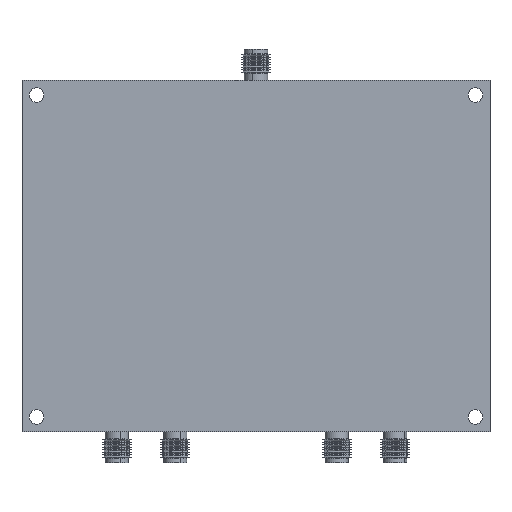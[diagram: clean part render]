
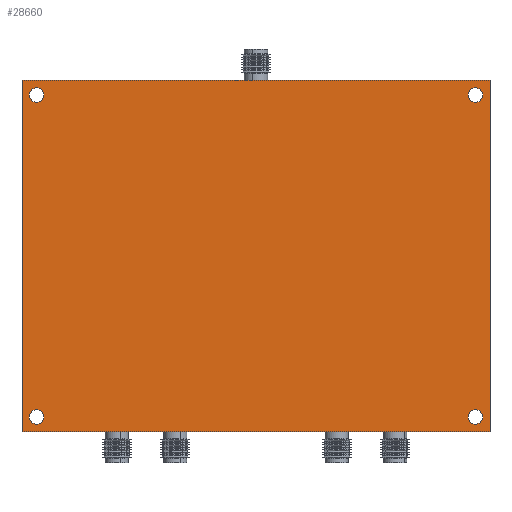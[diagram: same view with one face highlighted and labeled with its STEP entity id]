
A CAD part, front view. The second image highlights one B-rep face of the part: STEP entity #28660.
In plain terms, the highlighted planar face has unit normal (0, -1, 0).
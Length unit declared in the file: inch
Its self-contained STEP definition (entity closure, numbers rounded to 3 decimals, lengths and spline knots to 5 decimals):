
#357 = EDGE_CURVE ( 'NONE', #9902, #8018, #29447, .T. ) ;
#741 = ORIENTED_EDGE ( 'NONE', *, *, #3614, .T. ) ;
#833 = DIRECTION ( 'NONE',  ( 0., 0., 1. ) ) ;
#1457 = DIRECTION ( 'NONE',  ( 0., 1., 0. ) ) ;
#1808 = ORIENTED_EDGE ( 'NONE', *, *, #3759, .T. ) ;
#2017 = CARTESIAN_POINT ( 'NONE',  ( 1.875, 0., -1.3125 ) ) ;
#2242 = CARTESIAN_POINT ( 'NONE',  ( 2., 0., 1.5 ) ) ;
#2319 = FACE_BOUND ( 'NONE', #30500, .T. ) ;
#2330 = EDGE_CURVE ( 'NONE', #32046, #15067, #30847, .T. ) ;
#3331 = AXIS2_PLACEMENT_3D ( 'NONE', #27359, #1457, #39713 ) ;
#3410 = EDGE_LOOP ( 'NONE', ( #38170, #34847 ) ) ;
#3504 = VECTOR ( 'NONE', #33175, 39.37008 ) ;
#3614 = EDGE_CURVE ( 'NONE', #8018, #9902, #19896, .T. ) ;
#3667 = CARTESIAN_POINT ( 'NONE',  ( -2., 0., -1.5 ) ) ;
#3759 = EDGE_CURVE ( 'NONE', #16066, #14192, #16576, .T. ) ;
#3918 = AXIS2_PLACEMENT_3D ( 'NONE', #31651, #12003, #25156 ) ;
#4018 = DIRECTION ( 'NONE',  ( 0., 0., 1. ) ) ;
#4423 = ORIENTED_EDGE ( 'NONE', *, *, #4548, .T. ) ;
#4548 = EDGE_CURVE ( 'NONE', #14192, #16066, #34141, .T. ) ;
#4594 = DIRECTION ( 'NONE',  ( 0., 1., 0. ) ) ;
#4651 = CIRCLE ( 'NONE', #14635, 0.0625 ) ;
#4950 = CIRCLE ( 'NONE', #34960, 0.0625 ) ;
#5796 = DIRECTION ( 'NONE',  ( 0., 0., -1. ) ) ;
#5954 = VERTEX_POINT ( 'NONE', #24864 ) ;
#6671 = VERTEX_POINT ( 'NONE', #3667 ) ;
#7143 = LINE ( 'NONE', #12942, #15236 ) ;
#7856 = VECTOR ( 'NONE', #12562, 39.37008 ) ;
#8018 = VERTEX_POINT ( 'NONE', #22612 ) ;
#9227 = ORIENTED_EDGE ( 'NONE', *, *, #23083, .F. ) ;
#9902 = VERTEX_POINT ( 'NONE', #17850 ) ;
#11022 = CARTESIAN_POINT ( 'NONE',  ( 1.875, 0., 1.375 ) ) ;
#11472 = ORIENTED_EDGE ( 'NONE', *, *, #357, .T. ) ;
#11481 = DIRECTION ( 'NONE',  ( 0., -1., 0. ) ) ;
#11547 = DIRECTION ( 'NONE',  ( 0., 0., -1. ) ) ;
#12003 = DIRECTION ( 'NONE',  ( 0., 1., 0. ) ) ;
#12562 = DIRECTION ( 'NONE',  ( 1., 0., 0. ) ) ;
#12675 = CARTESIAN_POINT ( 'NONE',  ( 2., 0., 1.5 ) ) ;
#12684 = EDGE_CURVE ( 'NONE', #6671, #25074, #20614, .T. ) ;
#12942 = CARTESIAN_POINT ( 'NONE',  ( -2., 0., -1.5 ) ) ;
#13258 = ORIENTED_EDGE ( 'NONE', *, *, #12684, .F. ) ;
#14192 = VERTEX_POINT ( 'NONE', #16991 ) ;
#14456 = CARTESIAN_POINT ( 'NONE',  ( 2., 0., -1.5 ) ) ;
#14629 = FACE_OUTER_BOUND ( 'NONE', #37660, .T. ) ;
#14635 = AXIS2_PLACEMENT_3D ( 'NONE', #21168, #40439, #11547 ) ;
#15067 = VERTEX_POINT ( 'NONE', #14456 ) ;
#15236 = VECTOR ( 'NONE', #16087, 39.37008 ) ;
#15656 = DIRECTION ( 'NONE',  ( 0., 0., -1. ) ) ;
#15662 = AXIS2_PLACEMENT_3D ( 'NONE', #39954, #11481, #28417 ) ;
#16066 = VERTEX_POINT ( 'NONE', #27430 ) ;
#16069 = AXIS2_PLACEMENT_3D ( 'NONE', #11022, #4594, #20432 ) ;
#16087 = DIRECTION ( 'NONE',  ( -1., 0., 0. ) ) ;
#16112 = LINE ( 'NONE', #41267, #7856 ) ;
#16459 = VERTEX_POINT ( 'NONE', #34085 ) ;
#16576 = CIRCLE ( 'NONE', #3918, 0.0625 ) ;
#16745 = DIRECTION ( 'NONE',  ( 0., 1., 0. ) ) ;
#16991 = CARTESIAN_POINT ( 'NONE',  ( 1.875, 0., 1.3125 ) ) ;
#17022 = ORIENTED_EDGE ( 'NONE', *, *, #34363, .T. ) ;
#17469 = AXIS2_PLACEMENT_3D ( 'NONE', #31803, #16745, #4018 ) ;
#17850 = CARTESIAN_POINT ( 'NONE',  ( -1.875, 0., -1.3125 ) ) ;
#18441 = ORIENTED_EDGE ( 'NONE', *, *, #2330, .F. ) ;
#18706 = CIRCLE ( 'NONE', #3331, 0.0625 ) ;
#18785 = EDGE_LOOP ( 'NONE', ( #4423, #1808 ) ) ;
#19896 = CIRCLE ( 'NONE', #39316, 0.0625 ) ;
#20223 = DIRECTION ( 'NONE',  ( 0., 1., 0. ) ) ;
#20396 = CARTESIAN_POINT ( 'NONE',  ( -2., 0., 1.5 ) ) ;
#20432 = DIRECTION ( 'NONE',  ( 0., 0., 1. ) ) ;
#20614 = LINE ( 'NONE', #20396, #3504 ) ;
#21168 = CARTESIAN_POINT ( 'NONE',  ( 1.875, 0., -1.375 ) ) ;
#21425 = ORIENTED_EDGE ( 'NONE', *, *, #25754, .T. ) ;
#22612 = CARTESIAN_POINT ( 'NONE',  ( -1.875, 0., -1.4375 ) ) ;
#23083 = EDGE_CURVE ( 'NONE', #25074, #32046, #16112, .T. ) ;
#23765 = CARTESIAN_POINT ( 'NONE',  ( 1.875, 0., -1.375 ) ) ;
#23978 = VECTOR ( 'NONE', #5796, 39.37008 ) ;
#24326 = CARTESIAN_POINT ( 'NONE',  ( 1.875, 0., -1.4375 ) ) ;
#24513 = EDGE_CURVE ( 'NONE', #15067, #6671, #7143, .T. ) ;
#24838 = FACE_BOUND ( 'NONE', #18785, .T. ) ;
#24864 = CARTESIAN_POINT ( 'NONE',  ( -1.875, 0., 1.3125 ) ) ;
#24991 = CARTESIAN_POINT ( 'NONE',  ( -2., 0., 1.5 ) ) ;
#25074 = VERTEX_POINT ( 'NONE', #24991 ) ;
#25156 = DIRECTION ( 'NONE',  ( 0., 0., 1. ) ) ;
#25269 = VERTEX_POINT ( 'NONE', #24326 ) ;
#25319 = VERTEX_POINT ( 'NONE', #2017 ) ;
#25325 = CIRCLE ( 'NONE', #38728, 0.0625 ) ;
#25754 = EDGE_CURVE ( 'NONE', #25319, #25269, #25325, .T. ) ;
#25891 = ORIENTED_EDGE ( 'NONE', *, *, #24513, .F. ) ;
#26277 = DIRECTION ( 'NONE',  ( 0., 1., 0. ) ) ;
#26505 = DIRECTION ( 'NONE',  ( 0., 0., -1. ) ) ;
#27073 = CARTESIAN_POINT ( 'NONE',  ( -1.875, 0., -1.375 ) ) ;
#27185 = PLANE ( 'NONE',  #15662 ) ;
#27272 = EDGE_CURVE ( 'NONE', #16459, #5954, #4950, .T. ) ;
#27359 = CARTESIAN_POINT ( 'NONE',  ( -1.875, 0., 1.375 ) ) ;
#27430 = CARTESIAN_POINT ( 'NONE',  ( 1.875, 0., 1.4375 ) ) ;
#28015 = CARTESIAN_POINT ( 'NONE',  ( -1.875, 0., 1.375 ) ) ;
#28417 = DIRECTION ( 'NONE',  ( 0., 0., -1. ) ) ;
#28660 = ADVANCED_FACE ( 'NONE', ( #24838, #2319, #14629, #40372, #40157 ), #27185, .T. ) ;
#29447 = CIRCLE ( 'NONE', #17469, 0.0625 ) ;
#30500 = EDGE_LOOP ( 'NONE', ( #741, #11472 ) ) ;
#30847 = LINE ( 'NONE', #2242, #23978 ) ;
#31549 = EDGE_LOOP ( 'NONE', ( #17022, #21425 ) ) ;
#31557 = DIRECTION ( 'NONE',  ( 0., 1., 0. ) ) ;
#31651 = CARTESIAN_POINT ( 'NONE',  ( 1.875, 0., 1.375 ) ) ;
#31803 = CARTESIAN_POINT ( 'NONE',  ( -1.875, 0., -1.375 ) ) ;
#32046 = VERTEX_POINT ( 'NONE', #12675 ) ;
#33175 = DIRECTION ( 'NONE',  ( 0., 0., 1. ) ) ;
#34085 = CARTESIAN_POINT ( 'NONE',  ( -1.875, 0., 1.4375 ) ) ;
#34141 = CIRCLE ( 'NONE', #16069, 0.0625 ) ;
#34363 = EDGE_CURVE ( 'NONE', #25269, #25319, #4651, .T. ) ;
#34847 = ORIENTED_EDGE ( 'NONE', *, *, #27272, .T. ) ;
#34960 = AXIS2_PLACEMENT_3D ( 'NONE', #28015, #31557, #15656 ) ;
#34997 = EDGE_CURVE ( 'NONE', #5954, #16459, #18706, .T. ) ;
#37660 = EDGE_LOOP ( 'NONE', ( #18441, #9227, #13258, #25891 ) ) ;
#38170 = ORIENTED_EDGE ( 'NONE', *, *, #34997, .T. ) ;
#38728 = AXIS2_PLACEMENT_3D ( 'NONE', #23765, #20223, #26505 ) ;
#39316 = AXIS2_PLACEMENT_3D ( 'NONE', #27073, #26277, #833 ) ;
#39713 = DIRECTION ( 'NONE',  ( 0., 0., -1. ) ) ;
#39954 = CARTESIAN_POINT ( 'NONE',  ( 0., 0., 0. ) ) ;
#40157 = FACE_BOUND ( 'NONE', #3410, .T. ) ;
#40372 = FACE_BOUND ( 'NONE', #31549, .T. ) ;
#40439 = DIRECTION ( 'NONE',  ( 0., 1., 0. ) ) ;
#41267 = CARTESIAN_POINT ( 'NONE',  ( -2., 0., 1.5 ) ) ;
